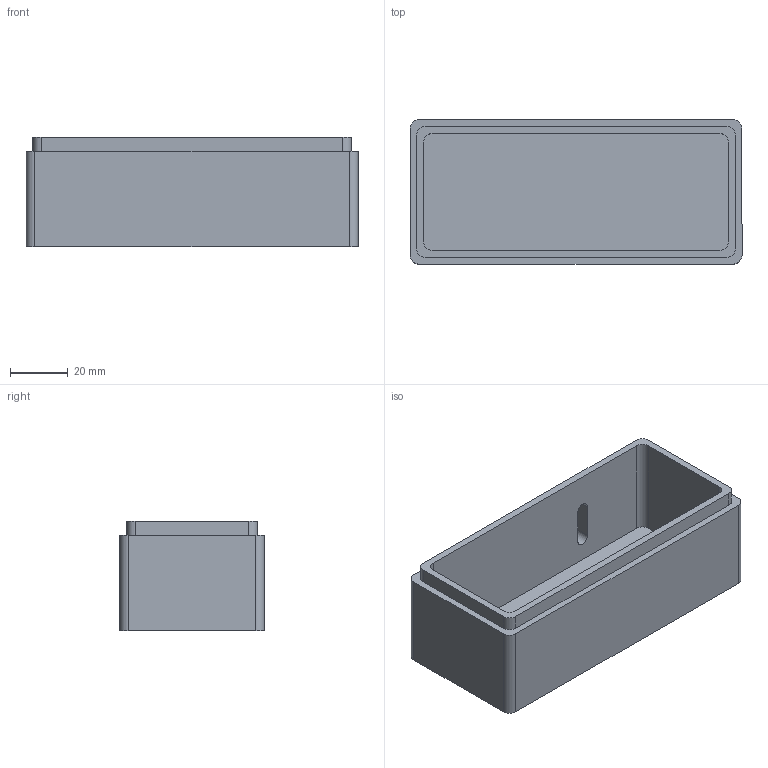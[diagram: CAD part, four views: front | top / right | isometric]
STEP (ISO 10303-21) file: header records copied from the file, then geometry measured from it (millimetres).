
FILE_DESCRIPTION(/* description */ (''),/* implementation_level */ '2;1');
FILE_NAME(/* name */ '4 jam Camera Housing SLA v3 v2.step',/* time_stamp */ '2023-06-17T11:06:56-07:00',/* author */ (''),/* organization */ (''),/* preprocessor_version */ 'ST-DEVELOPER v19.2',/* originating_system */ 'Autodesk Translation Framework v12.6.0.85',/* authorisation */ '');
FILE_SCHEMA (('AUTOMOTIVE_DESIGN { 1 0 10303 214 3 1 1 }'));
Length unit declared in the file: millimetre
Products named in the file (2): Camera Housing SLA v3; Housing
Assembly tree (1 placements, depth 2):
  Camera Housing SLA v3
    Housing
Bounding box: 115 x 50 x 38.1 mm (x, y, z)
Volume: 65408.1 mm3; surface area: 33842.9 mm2
Topology: 1 solids, 1 shells, 32 faces, 84 edges, 56 vertices
Faces by surface type: plane 18, cylinder 14
Entity records: 1060 total; most frequent: DIRECTION 182, CARTESIAN_POINT 175, ORIENTED_EDGE 168, EDGE_CURVE 84, AXIS2_PLACEMENT_3D 63, LINE 56, VECTOR 56, VERTEX_POINT 56
